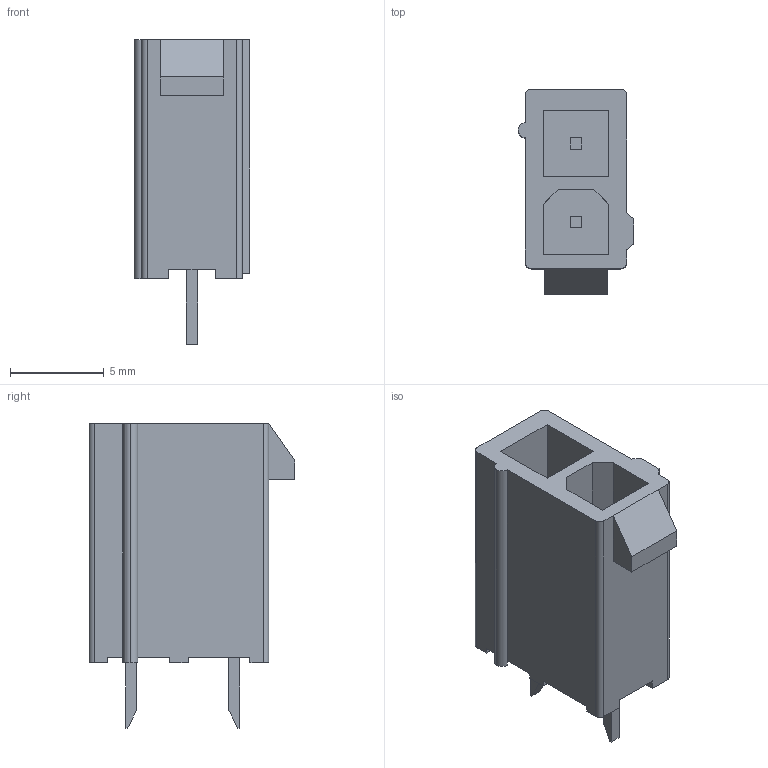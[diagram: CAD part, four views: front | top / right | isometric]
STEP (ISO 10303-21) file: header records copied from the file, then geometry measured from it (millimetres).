
FILE_DESCRIPTION((''),'2;1');
FILE_NAME('MOLEX_39-28-1023.stp','2009-03-12T09:20:20',(''),(''),'Mechanical Desktop 2006','Mechanical Desktop 2006',', , ');
FILE_SCHEMA(('AUTOMOTIVE_DESIGN { 1 2 10303 214 0 1 1 1 }'));
Length unit declared in the file: millimetre
Products named in the file (1): Product
Bounding box: 6.2 x 11 x 16.3 mm (x, y, z)
Volume: 433.5 mm3; surface area: 822.1 mm2
Topology: 3 solids, 3 shells, 80 faces, 205 edges, 135 vertices
Faces by surface type: plane 74, cylinder 6
Entity records: 2431 total; most frequent: CARTESIAN_POINT 421, ORIENTED_EDGE 410, DIRECTION 379, EDGE_CURVE 205, VECTOR 193, LINE 193, VERTEX_POINT 135, AXIS2_PLACEMENT_3D 93
